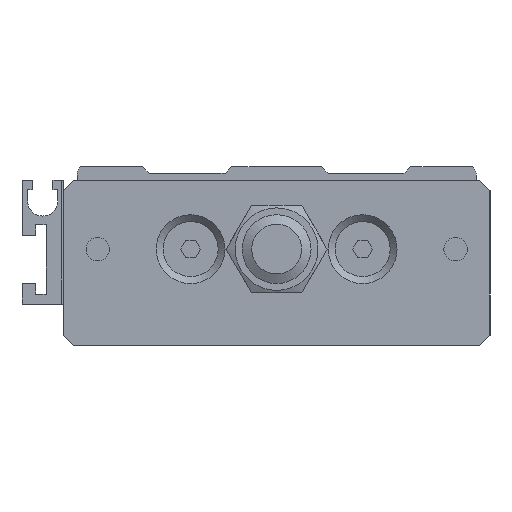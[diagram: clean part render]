
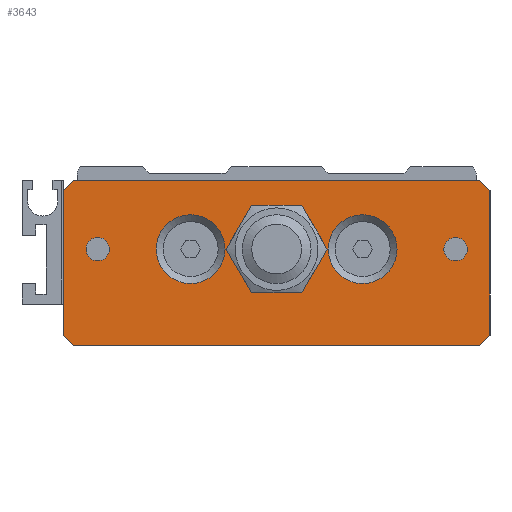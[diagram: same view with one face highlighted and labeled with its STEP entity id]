
A CAD part, left-side view. The second image highlights one B-rep face of the part: STEP entity #3643.
In plain terms, the highlighted planar face has unit normal (-1, 0, 0).
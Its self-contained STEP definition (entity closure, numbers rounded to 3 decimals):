
#2946=CARTESIAN_POINT('',(-12.,-162.5,-7.));
#2947=VERTEX_POINT('Vertex135',#2946);
#2948=CARTESIAN_POINT('',(-12.,-162.5,-17.));
#2949=VERTEX_POINT('Vertex134',#2948);
#2950=CARTESIAN_POINT('',(-12.,-162.5,-12.));
#2951=DIRECTION('',(1.,0.,0.));
#2952=DIRECTION('',(0.,0.,1.));
#2953=AXIS2_PLACEMENT_3D('',#2950,#2951,#2952);
#2954=CIRCLE('nurbsCrv168',#2953,5.);
#2955=EDGE_CURVE('Edge168',#2947,#2949,#2954,.T.);
#2957=CARTESIAN_POINT('',(-12.,-162.5,-12.));
#2958=DIRECTION('',(1.,0.,0.));
#2959=DIRECTION('',(0.,0.,-1.));
#2960=AXIS2_PLACEMENT_3D('',#2957,#2958,#2959);
#2961=CIRCLE('nurbsCrv169',#2960,5.);
#2962=EDGE_CURVE('Edge169',#2949,#2947,#2961,.T.);
#3052=CARTESIAN_POINT('',(-12.,-137.5,-7.));
#3053=VERTEX_POINT('Vertex144',#3052);
#3054=CARTESIAN_POINT('',(-12.,-137.5,-17.));
#3055=VERTEX_POINT('Vertex143',#3054);
#3056=CARTESIAN_POINT('',(-12.,-137.5,-12.));
#3057=DIRECTION('',(1.,0.,0.));
#3058=DIRECTION('',(0.,0.,1.));
#3059=AXIS2_PLACEMENT_3D('',#3056,#3057,#3058);
#3060=CIRCLE('nurbsCrv177',#3059,5.);
#3061=EDGE_CURVE('Edge177',#3053,#3055,#3060,.T.);
#3063=CARTESIAN_POINT('',(-12.,-137.5,-12.));
#3064=DIRECTION('',(1.,0.,0.));
#3065=DIRECTION('',(0.,0.,-1.));
#3066=AXIS2_PLACEMENT_3D('',#3063,#3064,#3065);
#3067=CIRCLE('nurbsCrv178',#3066,5.);
#3068=EDGE_CURVE('Edge178',#3055,#3053,#3067,.T.);
#3474=CARTESIAN_POINT('',(-12.,-181.,-3.5));
#3475=VERTEX_POINT('Vertex167',#3474);
#3476=CARTESIAN_POINT('',(-12.,-181.,-24.5));
#3477=VERTEX_POINT('Vertex166',#3476);
#3478=CARTESIAN_POINT('',(-12.,-181.,-14.));
#3479=DIRECTION('',(0.,0.,-1.));
#3480=VECTOR('',#3479,1.);
#3481=LINE('nurbsCrv212',#3478,#3480);
#3482=EDGE_CURVE('Edge212',#3475,#3477,#3481,.T.);
#3483=ORIENTED_EDGE('Edgeuse364',*,*,#3482,.F.);
#3484=CARTESIAN_POINT('',(-12.,-179.5,-2.));
#3485=VERTEX_POINT('Vertex168',#3484);
#3486=CARTESIAN_POINT('',(-12.,-180.25,-2.75));
#3487=DIRECTION('',(0.,-0.707,-0.707));
#3488=VECTOR('',#3487,1.);
#3489=LINE('nurbsCrv213',#3486,#3488);
#3490=EDGE_CURVE('Edge213',#3485,#3475,#3489,.T.);
#3491=ORIENTED_EDGE('Edgeuse365',*,*,#3490,.F.);
#3492=CARTESIAN_POINT('',(-12.,-120.5,-2.));
#3493=VERTEX_POINT('Vertex169',#3492);
#3494=CARTESIAN_POINT('',(-12.,-150.,-2.));
#3495=DIRECTION('',(0.,-1.,0.));
#3496=VECTOR('',#3495,1.);
#3497=LINE('nurbsCrv214',#3494,#3496);
#3498=EDGE_CURVE('Edge214',#3493,#3485,#3497,.T.);
#3499=ORIENTED_EDGE('Edgeuse366',*,*,#3498,.F.);
#3500=CARTESIAN_POINT('',(-12.,-119.,-3.5));
#3501=VERTEX_POINT('Vertex170',#3500);
#3502=CARTESIAN_POINT('',(-12.,-119.75,-2.75));
#3503=DIRECTION('',(0.,-0.707,0.707));
#3504=VECTOR('',#3503,1.);
#3505=LINE('nurbsCrv215',#3502,#3504);
#3506=EDGE_CURVE('Edge215',#3501,#3493,#3505,.T.);
#3507=ORIENTED_EDGE('Edgeuse367',*,*,#3506,.F.);
#3508=CARTESIAN_POINT('',(-12.,-119.,-24.5));
#3509=VERTEX_POINT('Vertex171',#3508);
#3510=CARTESIAN_POINT('',(-12.,-119.,-14.));
#3511=DIRECTION('',(0.,0.,1.));
#3512=VECTOR('',#3511,1.);
#3513=LINE('nurbsCrv216',#3510,#3512);
#3514=EDGE_CURVE('Edge216',#3509,#3501,#3513,.T.);
#3515=ORIENTED_EDGE('Edgeuse368',*,*,#3514,.F.);
#3516=CARTESIAN_POINT('',(-12.,-120.5,-26.));
#3517=VERTEX_POINT('Vertex172',#3516);
#3518=CARTESIAN_POINT('',(-12.,-119.75,-25.25));
#3519=DIRECTION('',(0.,0.707,0.707));
#3520=VECTOR('',#3519,1.);
#3521=LINE('nurbsCrv217',#3518,#3520);
#3522=EDGE_CURVE('Edge217',#3517,#3509,#3521,.T.);
#3523=ORIENTED_EDGE('Edgeuse369',*,*,#3522,.F.);
#3524=CARTESIAN_POINT('',(-12.,-179.5,-26.));
#3525=VERTEX_POINT('Vertex173',#3524);
#3526=CARTESIAN_POINT('',(-12.,-150.,-26.));
#3527=DIRECTION('',(0.,1.,0.));
#3528=VECTOR('',#3527,1.);
#3529=LINE('nurbsCrv218',#3526,#3528);
#3530=EDGE_CURVE('Edge218',#3525,#3517,#3529,.T.);
#3531=ORIENTED_EDGE('Edgeuse370',*,*,#3530,.F.);
#3532=CARTESIAN_POINT('',(-12.,-180.25,-25.25));
#3533=DIRECTION('',(0.,0.707,-0.707));
#3534=VECTOR('',#3533,1.);
#3535=LINE('nurbsCrv219',#3532,#3534);
#3536=EDGE_CURVE('Edge219',#3477,#3525,#3535,.T.);
#3537=ORIENTED_EDGE('Edgeuse371',*,*,#3536,.F.);
#3538=EDGE_LOOP('',(#3483,#3491,#3499,#3507,#3515,#3523,#3531,#3537));
#3539=FACE_OUTER_BOUND('',#3538,.T.);
#3540=CARTESIAN_POINT('',(-12.,-153.666,-5.65));
#3541=VERTEX_POINT('Vertex175',#3540);
#3542=CARTESIAN_POINT('',(-12.,-157.332,-12.));
#3543=VERTEX_POINT('Vertex174',#3542);
#3544=CARTESIAN_POINT('',(-12.,-155.499,-8.825));
#3545=DIRECTION('',(0.,-0.5,-0.866));
#3546=VECTOR('',#3545,1.);
#3547=LINE('nurbsCrv220',#3544,#3546);
#3548=EDGE_CURVE('Edge220',#3541,#3543,#3547,.T.);
#3549=ORIENTED_EDGE('Edgeuse372',*,*,#3548,.T.);
#3550=CARTESIAN_POINT('',(-12.,-153.666,-18.35));
#3551=VERTEX_POINT('Vertex176',#3550);
#3552=CARTESIAN_POINT('',(-12.,-155.499,-15.175));
#3553=DIRECTION('',(0.,0.5,-0.866));
#3554=VECTOR('',#3553,1.);
#3555=LINE('nurbsCrv221',#3552,#3554);
#3556=EDGE_CURVE('Edge221',#3543,#3551,#3555,.T.);
#3557=ORIENTED_EDGE('Edgeuse373',*,*,#3556,.T.);
#3558=CARTESIAN_POINT('',(-12.,-146.334,-18.35));
#3559=VERTEX_POINT('Vertex177',#3558);
#3560=CARTESIAN_POINT('',(-12.,-150.,-18.35));
#3561=DIRECTION('',(0.,1.,0.));
#3562=VECTOR('',#3561,1.);
#3563=LINE('nurbsCrv222',#3560,#3562);
#3564=EDGE_CURVE('Edge222',#3551,#3559,#3563,.T.);
#3565=ORIENTED_EDGE('Edgeuse374',*,*,#3564,.T.);
#3566=CARTESIAN_POINT('',(-12.,-142.668,-12.));
#3567=VERTEX_POINT('Vertex178',#3566);
#3568=CARTESIAN_POINT('',(-12.,-144.501,-15.175));
#3569=DIRECTION('',(0.,0.5,0.866));
#3570=VECTOR('',#3569,1.);
#3571=LINE('nurbsCrv223',#3568,#3570);
#3572=EDGE_CURVE('Edge223',#3559,#3567,#3571,.T.);
#3573=ORIENTED_EDGE('Edgeuse375',*,*,#3572,.T.);
#3574=CARTESIAN_POINT('',(-12.,-146.334,-5.65));
#3575=VERTEX_POINT('Vertex179',#3574);
#3576=CARTESIAN_POINT('',(-12.,-144.501,-8.825));
#3577=DIRECTION('',(0.,-0.5,0.866));
#3578=VECTOR('',#3577,1.);
#3579=LINE('nurbsCrv224',#3576,#3578);
#3580=EDGE_CURVE('Edge224',#3567,#3575,#3579,.T.);
#3581=ORIENTED_EDGE('Edgeuse376',*,*,#3580,.T.);
#3582=CARTESIAN_POINT('',(-12.,-150.,-5.65));
#3583=DIRECTION('',(0.,-1.,0.));
#3584=VECTOR('',#3583,1.);
#3585=LINE('nurbsCrv225',#3582,#3584);
#3586=EDGE_CURVE('Edge225',#3575,#3541,#3585,.T.);
#3587=ORIENTED_EDGE('Edgeuse377',*,*,#3586,.T.);
#3588=EDGE_LOOP('',(#3549,#3557,#3565,#3573,#3581,#3587));
#3589=FACE_BOUND('',#3588,.T.);
#3590=ORIENTED_EDGE('Edgeuse378',*,*,#2962,.T.);
#3591=ORIENTED_EDGE('Edgeuse379',*,*,#2955,.T.);
#3592=EDGE_LOOP('',(#3590,#3591));
#3593=FACE_BOUND('',#3592,.T.);
#3594=ORIENTED_EDGE('Edgeuse380',*,*,#3068,.T.);
#3595=ORIENTED_EDGE('Edgeuse381',*,*,#3061,.T.);
#3596=EDGE_LOOP('',(#3594,#3595));
#3597=FACE_BOUND('',#3596,.T.);
#3598=CARTESIAN_POINT('',(-12.,-124.,-13.7));
#3599=VERTEX_POINT('Vertex164',#3598);
#3600=CARTESIAN_POINT('',(-12.,-124.,-10.3));
#3601=VERTEX_POINT('Vertex348',#3600);
#3602=CARTESIAN_POINT('',(-12.,-124.,-12.));
#3603=DIRECTION('',(1.,0.,0.));
#3604=DIRECTION('',(0.,0.,-1.));
#3605=AXIS2_PLACEMENT_3D('',#3602,#3603,#3604);
#3606=CIRCLE('nurbsCrv1152',#3605,1.7);
#3607=EDGE_CURVE('Edge510',#3599,#3601,#3606,.T.);
#3608=ORIENTED_EDGE('Edgeuse1021',*,*,#3607,.T.);
#3609=CARTESIAN_POINT('',(-12.,-124.,-12.));
#3610=DIRECTION('',(1.,0.,0.));
#3611=DIRECTION('',(0.,0.,1.));
#3612=AXIS2_PLACEMENT_3D('',#3609,#3610,#3611);
#3613=CIRCLE('nurbsCrv1153',#3612,1.7);
#3614=EDGE_CURVE('Edge511',#3601,#3599,#3613,.T.);
#3615=ORIENTED_EDGE('Edgeuse1023',*,*,#3614,.T.);
#3616=EDGE_LOOP('',(#3608,#3615));
#3617=FACE_BOUND('',#3616,.T.);
#3618=CARTESIAN_POINT('',(-12.,-176.,-13.7));
#3619=VERTEX_POINT('Vertex165',#3618);
#3620=CARTESIAN_POINT('',(-12.,-176.,-10.3));
#3621=VERTEX_POINT('Vertex350',#3620);
#3622=CARTESIAN_POINT('',(-12.,-176.,-12.));
#3623=DIRECTION('',(1.,0.,0.));
#3624=DIRECTION('',(0.,0.,-1.));
#3625=AXIS2_PLACEMENT_3D('',#3622,#3623,#3624);
#3626=CIRCLE('nurbsCrv1167',#3625,1.7);
#3627=EDGE_CURVE('Edge515',#3619,#3621,#3626,.T.);
#3628=ORIENTED_EDGE('Edgeuse1031',*,*,#3627,.T.);
#3629=CARTESIAN_POINT('',(-12.,-176.,-12.));
#3630=DIRECTION('',(1.,0.,0.));
#3631=DIRECTION('',(0.,0.,1.));
#3632=AXIS2_PLACEMENT_3D('',#3629,#3630,#3631);
#3633=CIRCLE('nurbsCrv1168',#3632,1.7);
#3634=EDGE_CURVE('Edge516',#3621,#3619,#3633,.T.);
#3635=ORIENTED_EDGE('Edgeuse1033',*,*,#3634,.T.);
#3636=EDGE_LOOP('',(#3628,#3635));
#3637=FACE_BOUND('',#3636,.T.);
#3638=CARTESIAN_POINT('',(-12.,-150.,-14.));
#3639=DIRECTION('',(-1.,0.,0.));
#3640=DIRECTION('',(0.,0.,1.));
#3641=AXIS2_PLACEMENT_3D('',#3638,#3639,#3640);
#3642=PLANE('nurbsSrf100',#3641);
#3643=ADVANCED_FACE('Face100',(#3539,#3589,#3593,#3597,#3617,#3637),#3642,.T.);
